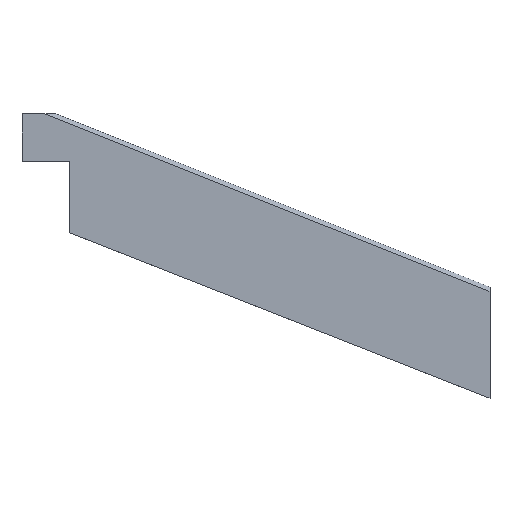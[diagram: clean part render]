
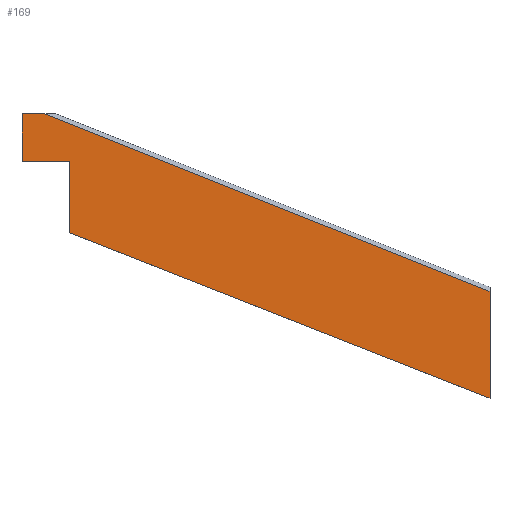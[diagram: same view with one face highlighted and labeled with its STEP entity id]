
A CAD part, top view. The second image highlights one B-rep face of the part: STEP entity #169.
In plain terms, the highlighted planar face has unit normal (0, 0, 1).
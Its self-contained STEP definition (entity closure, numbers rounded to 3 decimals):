
#8 = DIRECTION ( 'NONE',  ( -1., 0., 0. ) ) ;
#12 = ORIENTED_EDGE ( 'NONE', *, *, #262, .T. ) ;
#13 = DIRECTION ( 'NONE',  ( 0., 0., -1. ) ) ;
#19 = EDGE_LOOP ( 'NONE', ( #143, #12, #74, #144, #217, #165, #273 ) ) ;
#29 = CARTESIAN_POINT ( 'NONE',  ( 0., 0., 1. ) ) ;
#33 = CARTESIAN_POINT ( 'NONE',  ( 59.037, -22.42, 1. ) ) ;
#49 = AXIS2_PLACEMENT_3D ( 'NONE', #89, #13, #8 ) ;
#51 = DIRECTION ( 'NONE',  ( 0.93, -0.366, 0. ) ) ;
#57 = LINE ( 'NONE', #161, #318 ) ;
#58 = VECTOR ( 'NONE', #137, 1000. ) ;
#66 = FACE_OUTER_BOUND ( 'NONE', #19, .T. ) ;
#74 = ORIENTED_EDGE ( 'NONE', *, *, #150, .T. ) ;
#87 = VERTEX_POINT ( 'NONE', #181 ) ;
#89 = CARTESIAN_POINT ( 'NONE',  ( 0., 0., 1. ) ) ;
#93 = CARTESIAN_POINT ( 'NONE',  ( 0., 0., 1. ) ) ;
#103 = VERTEX_POINT ( 'NONE', #29 ) ;
#107 = VECTOR ( 'NONE', #118, 1000. ) ;
#109 = VECTOR ( 'NONE', #51, 1000. ) ;
#114 = PLANE ( 'NONE',  #49 ) ;
#116 = VECTOR ( 'NONE', #119, 1000. ) ;
#118 = DIRECTION ( 'NONE',  ( -1., 0., 0. ) ) ;
#119 = DIRECTION ( 'NONE',  ( 1., 0., 0. ) ) ;
#126 = CARTESIAN_POINT ( 'NONE',  ( 0., -6., 1. ) ) ;
#130 = VERTEX_POINT ( 'NONE', #33 ) ;
#137 = DIRECTION ( 'NONE',  ( 0., -1., 0. ) ) ;
#140 = CARTESIAN_POINT ( 'NONE',  ( 0.398, 0.998, 1. ) ) ;
#143 = ORIENTED_EDGE ( 'NONE', *, *, #311, .T. ) ;
#144 = ORIENTED_EDGE ( 'NONE', *, *, #246, .T. ) ;
#146 = LINE ( 'NONE', #140, #278 ) ;
#150 = EDGE_CURVE ( 'NONE', #267, #103, #250, .T. ) ;
#160 = CARTESIAN_POINT ( 'NONE',  ( 6., -15., 1. ) ) ;
#161 = CARTESIAN_POINT ( 'NONE',  ( 0., -6., 1. ) ) ;
#162 = CARTESIAN_POINT ( 'NONE',  ( 59.037, -35.882, 1. ) ) ;
#163 = LINE ( 'NONE', #200, #226 ) ;
#165 = ORIENTED_EDGE ( 'NONE', *, *, #216, .T. ) ;
#169 = ADVANCED_FACE ( 'NONE', ( #66 ), #114, .F. ) ;
#181 = CARTESIAN_POINT ( 'NONE',  ( 6., -6., 1. ) ) ;
#188 = DIRECTION ( 'NONE',  ( 0., -1., 0. ) ) ;
#194 = CARTESIAN_POINT ( 'NONE',  ( 59.037, -35.882, 1. ) ) ;
#200 = CARTESIAN_POINT ( 'NONE',  ( 59.037, -21.882, 1. ) ) ;
#204 = VERTEX_POINT ( 'NONE', #162 ) ;
#206 = LINE ( 'NONE', #294, #116 ) ;
#216 = EDGE_CURVE ( 'NONE', #87, #257, #325, .T. ) ;
#217 = ORIENTED_EDGE ( 'NONE', *, *, #266, .T. ) ;
#220 = DIRECTION ( 'NONE',  ( -0.929, 0.371, 0. ) ) ;
#226 = VECTOR ( 'NONE', #280, 1000. ) ;
#246 = EDGE_CURVE ( 'NONE', #103, #298, #57, .T. ) ;
#250 = LINE ( 'NONE', #93, #107 ) ;
#257 = VERTEX_POINT ( 'NONE', #160 ) ;
#262 = EDGE_CURVE ( 'NONE', #130, #267, #146, .T. ) ;
#266 = EDGE_CURVE ( 'NONE', #298, #87, #206, .T. ) ;
#267 = VERTEX_POINT ( 'NONE', #276 ) ;
#273 = ORIENTED_EDGE ( 'NONE', *, *, #289, .T. ) ;
#276 = CARTESIAN_POINT ( 'NONE',  ( 2.897, 0., 1. ) ) ;
#278 = VECTOR ( 'NONE', #220, 1000. ) ;
#280 = DIRECTION ( 'NONE',  ( 0., 1., 0. ) ) ;
#288 = CARTESIAN_POINT ( 'NONE',  ( 6., -15., 1. ) ) ;
#289 = EDGE_CURVE ( 'NONE', #257, #204, #312, .T. ) ;
#294 = CARTESIAN_POINT ( 'NONE',  ( 6., -6., 1. ) ) ;
#298 = VERTEX_POINT ( 'NONE', #126 ) ;
#311 = EDGE_CURVE ( 'NONE', #204, #130, #163, .T. ) ;
#312 = LINE ( 'NONE', #194, #109 ) ;
#318 = VECTOR ( 'NONE', #188, 1000. ) ;
#325 = LINE ( 'NONE', #288, #58 ) ;
